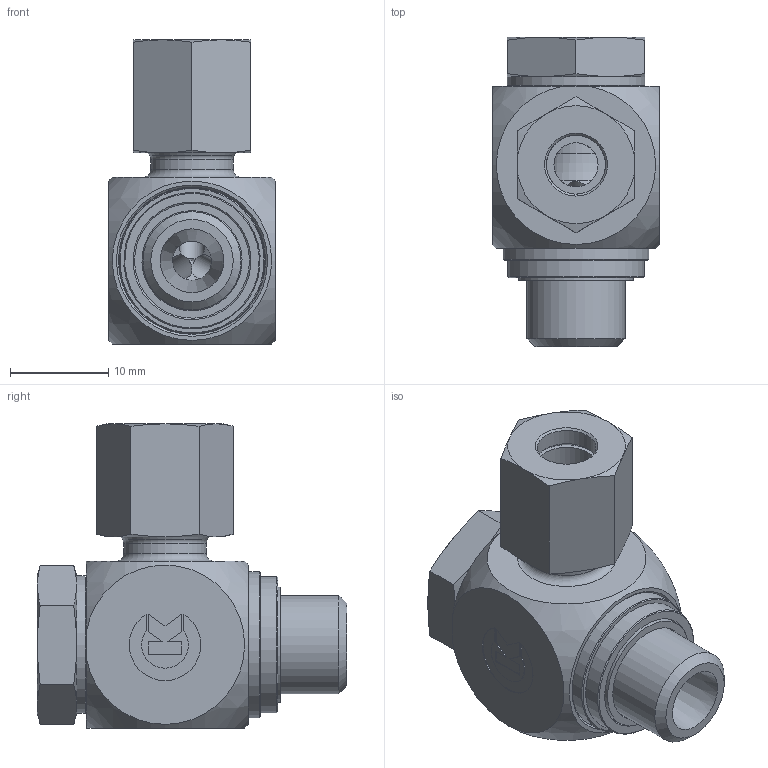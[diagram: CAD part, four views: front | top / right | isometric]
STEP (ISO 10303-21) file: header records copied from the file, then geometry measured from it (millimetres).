
FILE_DESCRIPTION((''),'2;1');
FILE_NAME('80860061010.stp','2014-09-25T09:08:37',(''),('KNOMI spol. s r. o.'),'Autodesk Inventor 2012','Autodesk Inventor 2012','');
FILE_SCHEMA(('AUTOMOTIVE_DESIGN { 1 2 10303 214 0 1 1 1 }'));
Length unit declared in the file: millimetre
Products named in the file (10): SPEM1K 6LLM M10x1 / M10x1 "pryž"; SP+těsnění; 7471 20 1010; 7092 35 0410; 60707515; 8077010; 80775210; 80775110; 3900610; 40006
Assembly tree (9 placements, depth 4):
  SPEM1K 6LLM M10x1 / M10x1 "pryž"
    SP+těsnění
      7471 20 1010
      7092 35 0410
      60707515
      8077010
        80775210
        80775110
    3900610
    40006
Bounding box: 17 x 31.5 x 31 mm (x, y, z)
Volume: 6921.4 mm3; surface area: 6236.5 mm2
Topology: 7 solids, 7 shells, 187 faces, 427 edges, 266 vertices
Faces by surface type: plane 84, cone 52, cylinder 36, torus 14, sphere 1
Full cylindrical faces by diameter (mm): 2.5 x3, 4 x1, 4.5 x1, 6 x3, 7.5 x2, 8 x1, 8.4 x1, 8.917 x1, 10 x2, 10.2 x1, 10.7 x1, 10.96 x3, 11 x1, 11.1 x1, 11.7 x1, 12 x1, 12.4 x1, 12.6 x1, 13.9 x1, 14 x1, 14.9 x1, 15 x1
Entity records: 5396 total; most frequent: CARTESIAN_POINT 1128, DIRECTION 823, ORIENTED_EDGE 678, AXIS2_PLACEMENT_3D 342, EDGE_CURVE 339, EDGE_LOOP 288, VERTEX_POINT 247, FACE_OUTER_BOUND 187
